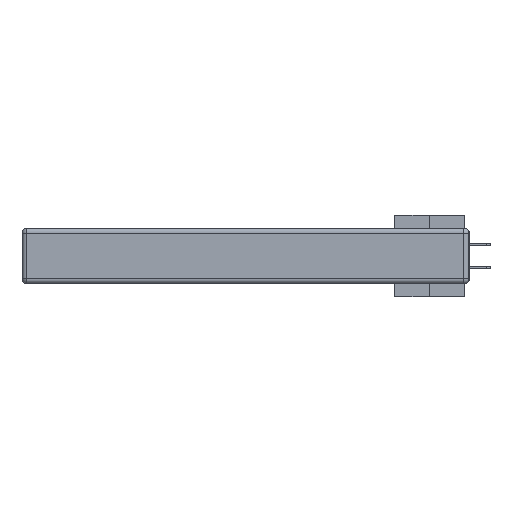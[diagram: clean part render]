
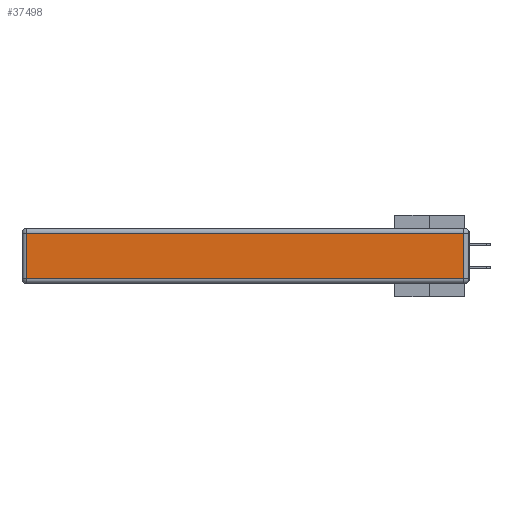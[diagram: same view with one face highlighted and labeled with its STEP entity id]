
A CAD part, left-side view. The second image highlights one B-rep face of the part: STEP entity #37498.
In plain terms, the highlighted planar face has unit normal (-1, 0, 0).
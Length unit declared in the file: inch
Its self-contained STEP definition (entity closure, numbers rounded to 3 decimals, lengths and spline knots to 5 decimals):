
#827 = VECTOR ( 'NONE', #27004, 39.37008 ) ;
#1591 = CARTESIAN_POINT ( 'NONE',  ( 0., 2.72, -0.343 ) ) ;
#3234 = DIRECTION ( 'NONE',  ( -1., 0., 0. ) ) ;
#4730 = ORIENTED_EDGE ( 'NONE', *, *, #7148, .T. ) ;
#4848 = AXIS2_PLACEMENT_3D ( 'NONE', #6259, #3234, #30534 ) ;
#6259 = CARTESIAN_POINT ( 'NONE',  ( 0., 0., -0.343 ) ) ;
#6828 = LINE ( 'NONE', #18042, #827 ) ;
#6847 = VERTEX_POINT ( 'NONE', #13409 ) ;
#7148 = EDGE_CURVE ( 'NONE', #14362, #31767, #6828, .T. ) ;
#9762 = PLANE ( 'NONE',  #4848 ) ;
#9803 = VECTOR ( 'NONE', #18602, 39.37008 ) ;
#12757 = DIRECTION ( 'NONE',  ( 0., 1., 0. ) ) ;
#13409 = CARTESIAN_POINT ( 'NONE',  ( 0., 2.72, -0.313 ) ) ;
#14362 = VERTEX_POINT ( 'NONE', #31558 ) ;
#14515 = VERTEX_POINT ( 'NONE', #19944 ) ;
#17655 = VECTOR ( 'NONE', #12757, 39.37008 ) ;
#17826 = ORIENTED_EDGE ( 'NONE', *, *, #33133, .T. ) ;
#18042 = CARTESIAN_POINT ( 'NONE',  ( 0., 0.03, -0.343 ) ) ;
#18075 = EDGE_CURVE ( 'NONE', #31767, #14515, #22271, .T. ) ;
#18602 = DIRECTION ( 'NONE',  ( 0., 0., -1. ) ) ;
#18981 = ORIENTED_EDGE ( 'NONE', *, *, #31160, .T. ) ;
#19944 = CARTESIAN_POINT ( 'NONE',  ( 0., 2.72, -0.03 ) ) ;
#22271 = LINE ( 'NONE', #27582, #17655 ) ;
#22832 = CARTESIAN_POINT ( 'NONE',  ( 0., 0.03, -0.03 ) ) ;
#23944 = EDGE_LOOP ( 'NONE', ( #18981, #4730, #25515, #17826 ) ) ;
#25515 = ORIENTED_EDGE ( 'NONE', *, *, #18075, .T. ) ;
#25769 = LINE ( 'NONE', #34522, #26221 ) ;
#26221 = VECTOR ( 'NONE', #37491, 39.37008 ) ;
#27004 = DIRECTION ( 'NONE',  ( 0., 0., 1. ) ) ;
#27477 = FACE_OUTER_BOUND ( 'NONE', #23944, .T. ) ;
#27582 = CARTESIAN_POINT ( 'NONE',  ( 0., 2.75, -0.03 ) ) ;
#30534 = DIRECTION ( 'NONE',  ( 0., 0., 1. ) ) ;
#31160 = EDGE_CURVE ( 'NONE', #6847, #14362, #25769, .T. ) ;
#31558 = CARTESIAN_POINT ( 'NONE',  ( 0., 0.03, -0.313 ) ) ;
#31767 = VERTEX_POINT ( 'NONE', #22832 ) ;
#33133 = EDGE_CURVE ( 'NONE', #14515, #6847, #35437, .T. ) ;
#34522 = CARTESIAN_POINT ( 'NONE',  ( 0., 0., -0.313 ) ) ;
#35437 = LINE ( 'NONE', #1591, #9803 ) ;
#37491 = DIRECTION ( 'NONE',  ( 0., -1., 0. ) ) ;
#37498 = ADVANCED_FACE ( 'NONE', ( #27477 ), #9762, .T. ) ;
